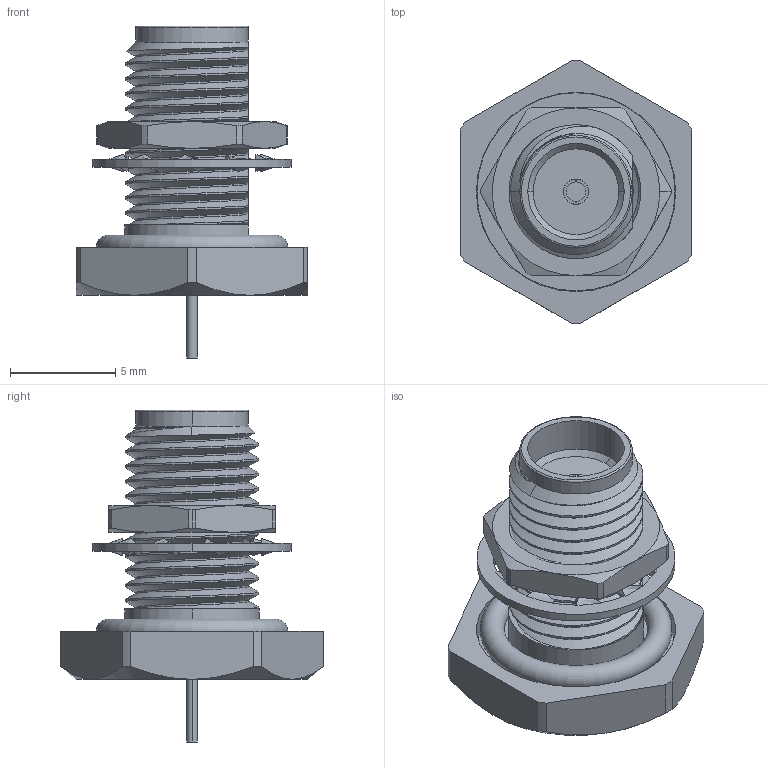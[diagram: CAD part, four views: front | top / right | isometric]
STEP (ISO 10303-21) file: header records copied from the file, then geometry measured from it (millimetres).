
FILE_DESCRIPTION (( 'STEP AP214' ), '1' );
FILE_NAME ('FMCN4402_3D.STEP', '2023-01-05T19:43:56', ( '' ), ( '' ), 'SwSTEP 2.0', 'SolidWorks 2022', '' );
FILE_SCHEMA (( 'AUTOMOTIVE_DESIGN' ));
Length unit declared in the file: inch
Products named in the file (1): FMCN4402_3D
Bounding box: 11 x 12.46 x 15.75 mm (x, y, z)
Volume: 513.7 mm3; surface area: 1019.7 mm2
Topology: 5 solids, 5 shells, 233 faces, 677 edges, 456 vertices
Faces by surface type: bspline 83, cylinder 70, plane 47, cone 30, torus 3
Entity records: 23461 total; most frequent: CARTESIAN_POINT 18068, ORIENTED_EDGE 1350, DIRECTION 820, EDGE_CURVE 675, VERTEX_POINT 455, AXIS2_PLACEMENT_3D 305, EDGE_LOOP 242, ADVANCED_FACE 233
